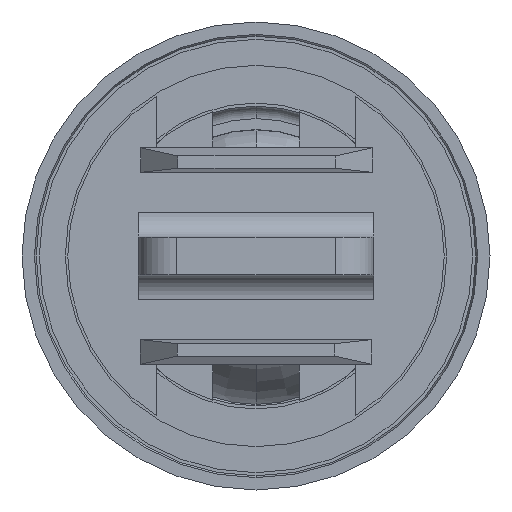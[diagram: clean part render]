
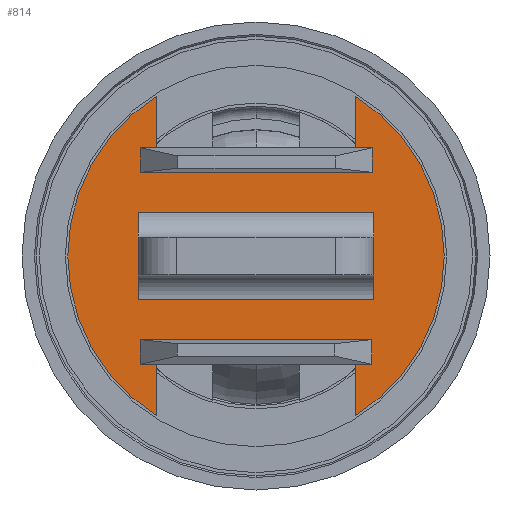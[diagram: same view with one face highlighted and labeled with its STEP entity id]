
A CAD part, front view. The second image highlights one B-rep face of the part: STEP entity #814.
In plain terms, the highlighted planar face has unit normal (0, -1, 0).
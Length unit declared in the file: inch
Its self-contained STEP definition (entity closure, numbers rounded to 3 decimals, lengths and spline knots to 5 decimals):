
#26 = DIRECTION ( 'NONE',  ( -1., 0., 0. ) ) ;
#95 = CARTESIAN_POINT ( 'NONE',  ( 0.095, -0.374, 0.035 ) ) ;
#97 = CARTESIAN_POINT ( 'NONE',  ( -0.0805, -0.374, -0.12893 ) ) ;
#230 = CARTESIAN_POINT ( 'NONE',  ( -0.095, -0.374, -0.035 ) ) ;
#294 = LINE ( 'NONE', #3875, #5322 ) ;
#324 = CARTESIAN_POINT ( 'NONE',  ( 0., -0.374, 0. ) ) ;
#344 = EDGE_CURVE ( 'NONE', #5550, #6372, #5412, .T. ) ;
#353 = VECTOR ( 'NONE', #1762, 39.37008 ) ;
#357 = CARTESIAN_POINT ( 'NONE',  ( 0., -0.374, 0.0675 ) ) ;
#374 = EDGE_CURVE ( 'NONE', #1256, #1940, #5277, .T. ) ;
#391 = ORIENTED_EDGE ( 'NONE', *, *, #4677, .F. ) ;
#460 = VECTOR ( 'NONE', #5439, 39.37008 ) ;
#533 = ORIENTED_EDGE ( 'NONE', *, *, #4870, .T. ) ;
#558 = VERTEX_POINT ( 'NONE', #5250 ) ;
#566 = VECTOR ( 'NONE', #1882, 39.37008 ) ;
#575 = CARTESIAN_POINT ( 'NONE',  ( 0.095, -0.374, -0.015 ) ) ;
#615 = EDGE_LOOP ( 'NONE', ( #3435, #2149, #6110, #4598 ) ) ;
#657 = CARTESIAN_POINT ( 'NONE',  ( 0.0805, -0.374, 0. ) ) ;
#699 = ORIENTED_EDGE ( 'NONE', *, *, #1248, .F. ) ;
#807 = CARTESIAN_POINT ( 'NONE',  ( -0.0805, -0.374, 0.0675 ) ) ;
#814 = ADVANCED_FACE ( 'NONE', ( #1526, #2970 ), #4105, .T. ) ;
#823 = DIRECTION ( 'NONE',  ( 0., 0., -1. ) ) ;
#938 = DIRECTION ( 'NONE',  ( 0., 0., 1. ) ) ;
#953 = CARTESIAN_POINT ( 'NONE',  ( -0.0805, -0.374, -0.0675 ) ) ;
#1033 = VERTEX_POINT ( 'NONE', #95 ) ;
#1057 = EDGE_CURVE ( 'NONE', #2801, #5550, #5810, .T. ) ;
#1060 = LINE ( 'NONE', #4554, #3499 ) ;
#1248 = EDGE_CURVE ( 'NONE', #1497, #2975, #4421, .T. ) ;
#1256 = VERTEX_POINT ( 'NONE', #3465 ) ;
#1270 = CARTESIAN_POINT ( 'NONE',  ( -0.0805, -0.374, 0. ) ) ;
#1303 = EDGE_LOOP ( 'NONE', ( #699, #5750, #4432, #3142, #533, #5579, #1702, #391 ) ) ;
#1388 = VECTOR ( 'NONE', #5429, 39.37008 ) ;
#1497 = VERTEX_POINT ( 'NONE', #1744 ) ;
#1526 = FACE_BOUND ( 'NONE', #615, .T. ) ;
#1702 = ORIENTED_EDGE ( 'NONE', *, *, #344, .T. ) ;
#1744 = CARTESIAN_POINT ( 'NONE',  ( 0.0805, -0.374, -0.0675 ) ) ;
#1762 = DIRECTION ( 'NONE',  ( 0., 0., -1. ) ) ;
#1868 = EDGE_CURVE ( 'NONE', #1940, #4324, #1060, .T. ) ;
#1882 = DIRECTION ( 'NONE',  ( -1., 0., 0. ) ) ;
#1940 = VERTEX_POINT ( 'NONE', #3521 ) ;
#1957 = CARTESIAN_POINT ( 'NONE',  ( 0.0805, -0.374, 0.0675 ) ) ;
#2032 = CARTESIAN_POINT ( 'NONE',  ( -0.0805, -0.374, 0. ) ) ;
#2061 = VECTOR ( 'NONE', #3578, 39.37008 ) ;
#2066 = CARTESIAN_POINT ( 'NONE',  ( -0.0805, -0.374, 0.12893 ) ) ;
#2149 = ORIENTED_EDGE ( 'NONE', *, *, #1868, .T. ) ;
#2273 = CARTESIAN_POINT ( 'NONE',  ( 0., -0.374, 0.035 ) ) ;
#2288 = DIRECTION ( 'NONE',  ( 0., -1., 0. ) ) ;
#2328 = CARTESIAN_POINT ( 'NONE',  ( -0.095, -0.374, 0.035 ) ) ;
#2419 = LINE ( 'NONE', #575, #4855 ) ;
#2447 = CIRCLE ( 'NONE', #4734, 0.152 ) ;
#2499 = DIRECTION ( 'NONE',  ( 0., 0., 1. ) ) ;
#2801 = VERTEX_POINT ( 'NONE', #807 ) ;
#2808 = VECTOR ( 'NONE', #6190, 39.37008 ) ;
#2942 = EDGE_CURVE ( 'NONE', #3060, #558, #294, .T. ) ;
#2970 = FACE_OUTER_BOUND ( 'NONE', #1303, .T. ) ;
#2975 = VERTEX_POINT ( 'NONE', #953 ) ;
#3013 = DIRECTION ( 'NONE',  ( 0., 0., 1. ) ) ;
#3060 = VERTEX_POINT ( 'NONE', #1957 ) ;
#3142 = ORIENTED_EDGE ( 'NONE', *, *, #2942, .F. ) ;
#3173 = DIRECTION ( 'NONE',  ( 0., 0., -1. ) ) ;
#3181 = LINE ( 'NONE', #357, #566 ) ;
#3435 = ORIENTED_EDGE ( 'NONE', *, *, #374, .T. ) ;
#3464 = EDGE_CURVE ( 'NONE', #4324, #1033, #5379, .T. ) ;
#3465 = CARTESIAN_POINT ( 'NONE',  ( 0.095, -0.374, -0.035 ) ) ;
#3499 = VECTOR ( 'NONE', #2499, 39.37008 ) ;
#3521 = CARTESIAN_POINT ( 'NONE',  ( -0.095, -0.374, -0.035 ) ) ;
#3578 = DIRECTION ( 'NONE',  ( 0., 0., -1. ) ) ;
#3741 = DIRECTION ( 'NONE',  ( 0., -1., 0. ) ) ;
#3875 = CARTESIAN_POINT ( 'NONE',  ( 0.0805, -0.374, 0. ) ) ;
#4058 = CARTESIAN_POINT ( 'NONE',  ( 0., -0.374, 0. ) ) ;
#4105 = PLANE ( 'NONE',  #5591 ) ;
#4286 = VECTOR ( 'NONE', #26, 39.37008 ) ;
#4324 = VERTEX_POINT ( 'NONE', #2328 ) ;
#4421 = LINE ( 'NONE', #5910, #4286 ) ;
#4432 = ORIENTED_EDGE ( 'NONE', *, *, #5785, .T. ) ;
#4554 = CARTESIAN_POINT ( 'NONE',  ( -0.095, -0.374, -0.015 ) ) ;
#4598 = ORIENTED_EDGE ( 'NONE', *, *, #5024, .F. ) ;
#4677 = EDGE_CURVE ( 'NONE', #2975, #6372, #5371, .T. ) ;
#4690 = CARTESIAN_POINT ( 'NONE',  ( 0., -0.374, 0. ) ) ;
#4734 = AXIS2_PLACEMENT_3D ( 'NONE', #324, #3741, #823 ) ;
#4825 = LINE ( 'NONE', #657, #2061 ) ;
#4855 = VECTOR ( 'NONE', #3013, 39.37008 ) ;
#4859 = AXIS2_PLACEMENT_3D ( 'NONE', #4690, #4969, #4991 ) ;
#4870 = EDGE_CURVE ( 'NONE', #3060, #2801, #3181, .T. ) ;
#4969 = DIRECTION ( 'NONE',  ( 0., -1., 0. ) ) ;
#4991 = DIRECTION ( 'NONE',  ( 0., 0., -1. ) ) ;
#5024 = EDGE_CURVE ( 'NONE', #1256, #1033, #2419, .T. ) ;
#5250 = CARTESIAN_POINT ( 'NONE',  ( 0.0805, -0.374, 0.12893 ) ) ;
#5277 = LINE ( 'NONE', #230, #1388 ) ;
#5322 = VECTOR ( 'NONE', #938, 39.37008 ) ;
#5371 = LINE ( 'NONE', #1270, #353 ) ;
#5379 = LINE ( 'NONE', #2273, #2808 ) ;
#5412 = CIRCLE ( 'NONE', #4859, 0.152 ) ;
#5429 = DIRECTION ( 'NONE',  ( -1., 0., 0. ) ) ;
#5439 = DIRECTION ( 'NONE',  ( 0., 0., 1. ) ) ;
#5550 = VERTEX_POINT ( 'NONE', #2066 ) ;
#5579 = ORIENTED_EDGE ( 'NONE', *, *, #1057, .T. ) ;
#5584 = EDGE_CURVE ( 'NONE', #1497, #6062, #4825, .T. ) ;
#5591 = AXIS2_PLACEMENT_3D ( 'NONE', #4058, #2288, #3173 ) ;
#5750 = ORIENTED_EDGE ( 'NONE', *, *, #5584, .T. ) ;
#5785 = EDGE_CURVE ( 'NONE', #6062, #558, #2447, .T. ) ;
#5810 = LINE ( 'NONE', #2032, #460 ) ;
#5846 = CARTESIAN_POINT ( 'NONE',  ( 0.0805, -0.374, -0.12893 ) ) ;
#5910 = CARTESIAN_POINT ( 'NONE',  ( 0., -0.374, -0.0675 ) ) ;
#6062 = VERTEX_POINT ( 'NONE', #5846 ) ;
#6110 = ORIENTED_EDGE ( 'NONE', *, *, #3464, .T. ) ;
#6190 = DIRECTION ( 'NONE',  ( 1., 0., 0. ) ) ;
#6372 = VERTEX_POINT ( 'NONE', #97 ) ;
